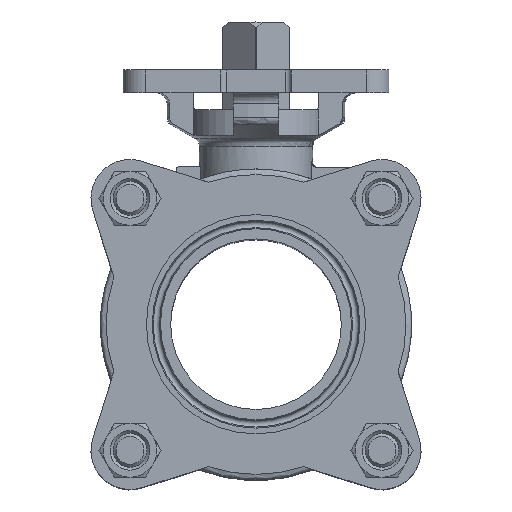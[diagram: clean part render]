
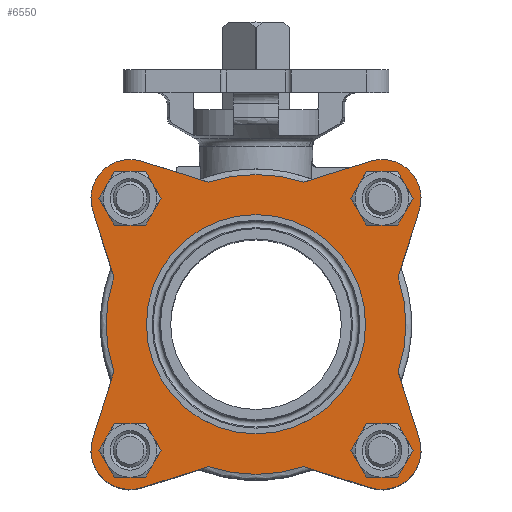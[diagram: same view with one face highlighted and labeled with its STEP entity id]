
A CAD part, top view. The second image highlights one B-rep face of the part: STEP entity #6550.
In plain terms, the highlighted planar face has unit normal (0, 0, 1).
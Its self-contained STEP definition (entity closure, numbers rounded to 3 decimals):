
#238=LINE('',#11268,#518);
#239=LINE('',#11272,#519);
#240=LINE('',#11273,#520);
#241=LINE('',#11277,#521);
#242=LINE('',#11278,#522);
#243=LINE('',#11282,#523);
#244=LINE('',#11283,#524);
#245=LINE('',#11287,#525);
#518=VECTOR('',#8468,1000.);
#519=VECTOR('',#8471,1000.);
#520=VECTOR('',#8472,1000.);
#521=VECTOR('',#8475,1000.);
#522=VECTOR('',#8476,1000.);
#523=VECTOR('',#8479,1000.);
#524=VECTOR('',#8480,1000.);
#525=VECTOR('',#8483,1000.);
#1742=ORIENTED_EDGE('',*,*,#3576,.F.);
#1743=ORIENTED_EDGE('',*,*,#3577,.F.);
#1744=ORIENTED_EDGE('',*,*,#3578,.F.);
#1745=ORIENTED_EDGE('',*,*,#3579,.F.);
#1746=ORIENTED_EDGE('',*,*,#3580,.F.);
#1747=ORIENTED_EDGE('',*,*,#3581,.T.);
#1748=ORIENTED_EDGE('',*,*,#3582,.T.);
#1749=ORIENTED_EDGE('',*,*,#3583,.T.);
#1750=ORIENTED_EDGE('',*,*,#3269,.F.);
#1751=ORIENTED_EDGE('',*,*,#3584,.T.);
#1752=ORIENTED_EDGE('',*,*,#3585,.T.);
#1753=ORIENTED_EDGE('',*,*,#3586,.T.);
#1754=ORIENTED_EDGE('',*,*,#3275,.F.);
#1755=ORIENTED_EDGE('',*,*,#3587,.T.);
#1756=ORIENTED_EDGE('',*,*,#3588,.T.);
#1757=ORIENTED_EDGE('',*,*,#3589,.T.);
#1758=ORIENTED_EDGE('',*,*,#3279,.F.);
#1759=ORIENTED_EDGE('',*,*,#3590,.T.);
#1760=ORIENTED_EDGE('',*,*,#3591,.T.);
#1761=ORIENTED_EDGE('',*,*,#3592,.T.);
#1762=ORIENTED_EDGE('',*,*,#3593,.T.);
#3269=EDGE_CURVE('',#4187,#4189,#4762,.T.);
#3275=EDGE_CURVE('',#4194,#4192,#4765,.T.);
#3279=EDGE_CURVE('',#4198,#4196,#4767,.T.);
#3576=EDGE_CURVE('',#4422,#4422,#4880,.T.);
#3577=EDGE_CURVE('',#4423,#4423,#4881,.T.);
#3578=EDGE_CURVE('',#4424,#4424,#4882,.T.);
#3579=EDGE_CURVE('',#4425,#4425,#4883,.T.);
#3580=EDGE_CURVE('',#4426,#4427,#4884,.T.);
#3581=EDGE_CURVE('',#4426,#4428,#238,.T.);
#3582=EDGE_CURVE('',#4428,#4429,#4885,.T.);
#3583=EDGE_CURVE('',#4429,#4189,#239,.T.);
#3584=EDGE_CURVE('',#4187,#4430,#240,.T.);
#3585=EDGE_CURVE('',#4430,#4431,#4886,.T.);
#3586=EDGE_CURVE('',#4431,#4192,#241,.T.);
#3587=EDGE_CURVE('',#4194,#4432,#242,.T.);
#3588=EDGE_CURVE('',#4432,#4433,#4887,.T.);
#3589=EDGE_CURVE('',#4433,#4196,#243,.T.);
#3590=EDGE_CURVE('',#4198,#4434,#244,.T.);
#3591=EDGE_CURVE('',#4434,#4435,#4888,.T.);
#3592=EDGE_CURVE('',#4435,#4427,#245,.T.);
#3593=EDGE_CURVE('',#4436,#4436,#4889,.T.);
#4187=VERTEX_POINT('',#10376);
#4189=VERTEX_POINT('',#10379);
#4192=VERTEX_POINT('',#10398);
#4194=VERTEX_POINT('',#10407);
#4196=VERTEX_POINT('',#10418);
#4198=VERTEX_POINT('',#10427);
#4422=VERTEX_POINT('',#11258);
#4423=VERTEX_POINT('',#11260);
#4424=VERTEX_POINT('',#11262);
#4425=VERTEX_POINT('',#11264);
#4426=VERTEX_POINT('',#11266);
#4427=VERTEX_POINT('',#11267);
#4428=VERTEX_POINT('',#11269);
#4429=VERTEX_POINT('',#11271);
#4430=VERTEX_POINT('',#11274);
#4431=VERTEX_POINT('',#11276);
#4432=VERTEX_POINT('',#11279);
#4433=VERTEX_POINT('',#11281);
#4434=VERTEX_POINT('',#11284);
#4435=VERTEX_POINT('',#11286);
#4436=VERTEX_POINT('',#11289);
#4762=CIRCLE('',#7015,53.);
#4765=CIRCLE('',#7019,53.);
#4767=CIRCLE('',#7022,53.);
#4880=CIRCLE('',#7194,9.);
#4881=CIRCLE('',#7195,9.);
#4882=CIRCLE('',#7196,9.);
#4883=CIRCLE('',#7197,9.);
#4884=CIRCLE('',#7198,53.);
#4885=CIRCLE('',#7199,13.8);
#4886=CIRCLE('',#7200,13.8);
#4887=CIRCLE('',#7201,13.8);
#4888=CIRCLE('',#7202,13.8);
#4889=CIRCLE('',#7203,36.75);
#5220=EDGE_LOOP('',(#1742));
#5221=EDGE_LOOP('',(#1743));
#5222=EDGE_LOOP('',(#1744));
#5223=EDGE_LOOP('',(#1745));
#5224=EDGE_LOOP('',(#1746,#1747,#1748,#1749,#1750,#1751,#1752,#1753,#1754,
#1755,#1756,#1757,#1758,#1759,#1760,#1761));
#5225=EDGE_LOOP('',(#1762));
#5817=FACE_BOUND('',#5220,.T.);
#5818=FACE_BOUND('',#5221,.T.);
#5819=FACE_BOUND('',#5222,.T.);
#5820=FACE_BOUND('',#5223,.T.);
#5821=FACE_BOUND('',#5224,.T.);
#5822=FACE_BOUND('',#5225,.T.);
#6293=PLANE('',#7193);
#6550=ADVANCED_FACE('',(#5817,#5818,#5819,#5820,#5821,#5822),#6293,.F.);
#7015=AXIS2_PLACEMENT_3D('',#10378,#7990,#7991);
#7019=AXIS2_PLACEMENT_3D('',#10408,#7998,#7999);
#7022=AXIS2_PLACEMENT_3D('',#10428,#8004,#8005);
#7193=AXIS2_PLACEMENT_3D('',#11256,#8456,#8457);
#7194=AXIS2_PLACEMENT_3D('',#11257,#8458,#8459);
#7195=AXIS2_PLACEMENT_3D('',#11259,#8460,#8461);
#7196=AXIS2_PLACEMENT_3D('',#11261,#8462,#8463);
#7197=AXIS2_PLACEMENT_3D('',#11263,#8464,#8465);
#7198=AXIS2_PLACEMENT_3D('',#11265,#8466,#8467);
#7199=AXIS2_PLACEMENT_3D('',#11270,#8469,#8470);
#7200=AXIS2_PLACEMENT_3D('',#11275,#8473,#8474);
#7201=AXIS2_PLACEMENT_3D('',#11280,#8477,#8478);
#7202=AXIS2_PLACEMENT_3D('',#11285,#8481,#8482);
#7203=AXIS2_PLACEMENT_3D('',#11288,#8484,#8485);
#7990=DIRECTION('',(0.,0.,-1.));
#7991=DIRECTION('',(-1.,0.,0.));
#7998=DIRECTION('',(0.,0.,-1.));
#7999=DIRECTION('',(-1.,0.,0.));
#8004=DIRECTION('',(0.,0.,-1.));
#8005=DIRECTION('',(-1.,0.,0.));
#8456=DIRECTION('',(0.,0.,-1.));
#8457=DIRECTION('',(-1.,0.,0.));
#8458=DIRECTION('',(0.,0.,1.));
#8459=DIRECTION('',(1.,0.,0.));
#8460=DIRECTION('',(0.,0.,1.));
#8461=DIRECTION('',(1.,0.,0.));
#8462=DIRECTION('',(0.,0.,1.));
#8463=DIRECTION('',(1.,0.,0.));
#8464=DIRECTION('',(0.,0.,1.));
#8465=DIRECTION('',(1.,0.,0.));
#8466=DIRECTION('',(0.,0.,-1.));
#8467=DIRECTION('',(-1.,0.,0.));
#8468=DIRECTION('',(-0.954,0.301,0.));
#8469=DIRECTION('',(0.,0.,1.));
#8470=DIRECTION('',(1.,0.,0.));
#8471=DIRECTION('',(0.301,-0.954,0.));
#8472=DIRECTION('',(-0.301,-0.954,0.));
#8473=DIRECTION('',(0.,0.,1.));
#8474=DIRECTION('',(1.,0.,0.));
#8475=DIRECTION('',(0.954,0.301,0.));
#8476=DIRECTION('',(0.954,-0.301,0.));
#8477=DIRECTION('',(0.,0.,1.));
#8478=DIRECTION('',(1.,0.,0.));
#8479=DIRECTION('',(-0.301,0.954,0.));
#8480=DIRECTION('',(0.301,0.954,0.));
#8481=DIRECTION('',(0.,0.,1.));
#8482=DIRECTION('',(1.,0.,0.));
#8483=DIRECTION('',(-0.954,-0.301,0.));
#8484=DIRECTION('',(0.,0.,-1.));
#8485=DIRECTION('',(-1.,0.,0.));
#10376=CARTESIAN_POINT('',(-50.268,-16.797,54.5));
#10378=CARTESIAN_POINT('',(0.,0.,54.5));
#10379=CARTESIAN_POINT('',(-50.268,16.797,54.5));
#10398=CARTESIAN_POINT('',(-16.797,-50.268,54.5));
#10407=CARTESIAN_POINT('',(16.797,-50.268,54.5));
#10408=CARTESIAN_POINT('',(0.,0.,54.5));
#10418=CARTESIAN_POINT('',(50.268,-16.797,54.5));
#10427=CARTESIAN_POINT('',(50.268,16.797,54.5));
#10428=CARTESIAN_POINT('',(0.,0.,54.5));
#11256=CARTESIAN_POINT('',(0.,0.,54.5));
#11257=CARTESIAN_POINT('',(44.548,-44.548,54.5));
#11258=CARTESIAN_POINT('',(53.548,-44.548,54.5));
#11259=CARTESIAN_POINT('',(-44.548,-44.548,54.5));
#11260=CARTESIAN_POINT('',(-35.548,-44.548,54.5));
#11261=CARTESIAN_POINT('',(-44.548,44.548,54.5));
#11262=CARTESIAN_POINT('',(-35.548,44.548,54.5));
#11263=CARTESIAN_POINT('',(44.548,44.548,54.5));
#11264=CARTESIAN_POINT('',(53.548,44.548,54.5));
#11265=CARTESIAN_POINT('',(0.,0.,54.5));
#11266=CARTESIAN_POINT('',(-16.797,50.268,54.5));
#11267=CARTESIAN_POINT('',(16.797,50.268,54.5));
#11268=CARTESIAN_POINT('',(0.,44.972,54.5));
#11269=CARTESIAN_POINT('',(-40.398,57.709,54.5));
#11270=CARTESIAN_POINT('',(-44.548,44.548,54.5));
#11271=CARTESIAN_POINT('',(-57.709,40.398,54.5));
#11272=CARTESIAN_POINT('',(-57.709,40.398,54.5));
#11273=CARTESIAN_POINT('',(-44.972,0.,54.5));
#11274=CARTESIAN_POINT('',(-57.709,-40.398,54.5));
#11275=CARTESIAN_POINT('',(-44.548,-44.548,54.5));
#11276=CARTESIAN_POINT('',(-40.398,-57.709,54.5));
#11277=CARTESIAN_POINT('',(-40.398,-57.709,54.5));
#11278=CARTESIAN_POINT('',(0.,-44.972,54.5));
#11279=CARTESIAN_POINT('',(40.398,-57.709,54.5));
#11280=CARTESIAN_POINT('',(44.548,-44.548,54.5));
#11281=CARTESIAN_POINT('',(57.709,-40.398,54.5));
#11282=CARTESIAN_POINT('',(57.709,-40.398,54.5));
#11283=CARTESIAN_POINT('',(44.972,0.,54.5));
#11284=CARTESIAN_POINT('',(57.709,40.398,54.5));
#11285=CARTESIAN_POINT('',(44.548,44.548,54.5));
#11286=CARTESIAN_POINT('',(40.398,57.709,54.5));
#11287=CARTESIAN_POINT('',(40.398,57.709,54.5));
#11288=CARTESIAN_POINT('',(0.,0.,54.5));
#11289=CARTESIAN_POINT('',(-36.75,0.,54.5));
